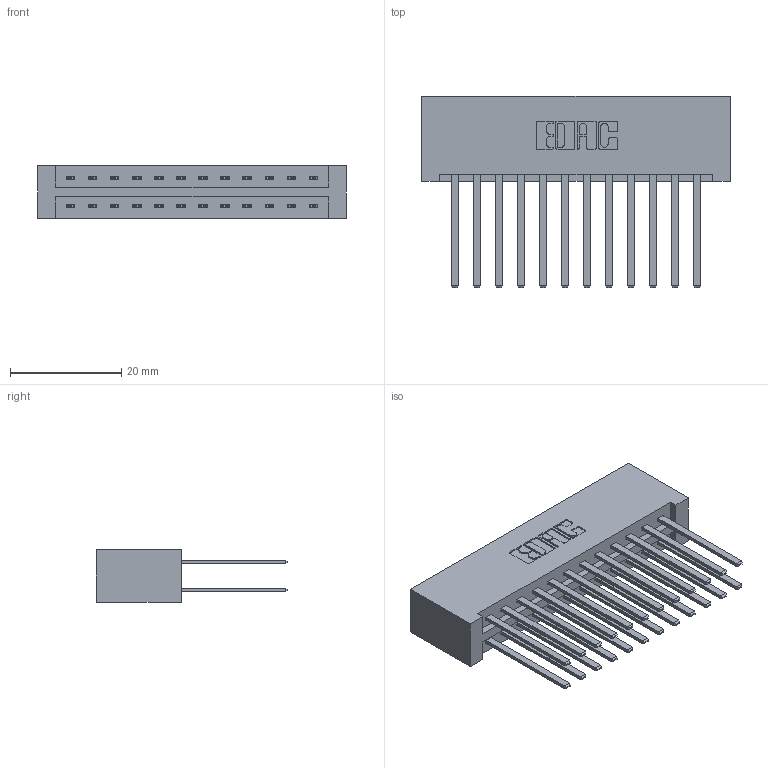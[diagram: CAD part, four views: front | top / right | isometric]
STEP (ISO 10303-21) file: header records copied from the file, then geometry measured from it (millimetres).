
FILE_DESCRIPTION (( 'STEP AP203' ), '1' );
FILE_NAME ('337-024-544-201.STEP', '2018-08-06T01:19:36', ( '' ), ( '' ), 'SwSTEP 2.0', 'SolidWorks 2016', '' );
FILE_SCHEMA (( 'CONFIG_CONTROL_DESIGN' ));
Length unit declared in the file: inch
Products named in the file (3): 337 Part_No Mounting Lugs; 345-292-001_345-293-144; 337-024-544-201
Assembly tree (25 placements, depth 2):
  337-024-544-201
    337 Part_No Mounting Lugs
    345-292-001_345-293-144  x24
Bounding box: 55.42 x 34.3 x 9.4 mm (x, y, z)
Volume: 6538.7 mm3; surface area: 8255.8 mm2
Topology: 25 solids, 25 shells, 1258 faces, 3719 edges, 2446 vertices
Faces by surface type: plane 882, cylinder 376
Entity records: 12723 total; most frequent: CARTESIAN_POINT 2166, ORIENTED_EDGE 2102, DIRECTION 1887, EDGE_CURVE 1051, VECTOR 935, LINE 935, VERTEX_POINT 698, AXIS2_PLACEMENT_3D 476
